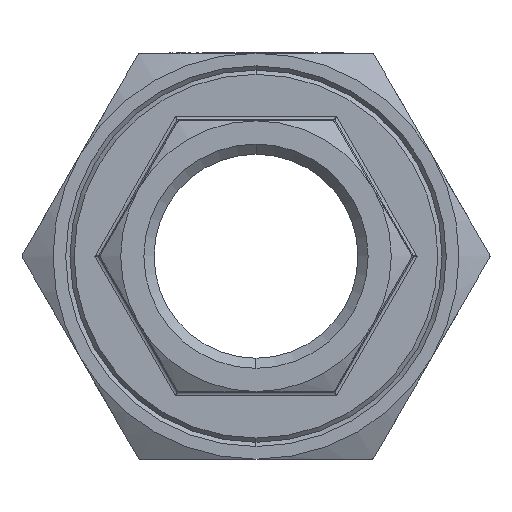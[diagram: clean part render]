
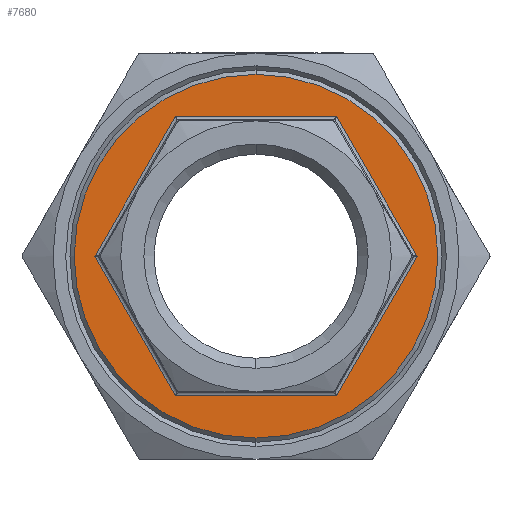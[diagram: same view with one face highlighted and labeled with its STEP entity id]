
A CAD part, left-side view. The second image highlights one B-rep face of the part: STEP entity #7680.
In plain terms, the highlighted planar face has unit normal (-1, 0, 0).
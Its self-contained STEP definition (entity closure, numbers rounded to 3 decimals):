
#490 = VERTEX_POINT ( 'NONE', #13540 ) ;
#737 = LINE ( 'NONE', #7611, #13084 ) ;
#880 = DIRECTION ( 'NONE',  ( -1., 0., 0. ) ) ;
#917 = CARTESIAN_POINT ( 'NONE',  ( -8.75, 16.599, -4.25 ) ) ;
#996 = CARTESIAN_POINT ( 'NONE',  ( -8.75, -11.98, -12.25 ) ) ;
#1081 = VERTEX_POINT ( 'NONE', #11182 ) ;
#1264 = LINE ( 'NONE', #917, #13046 ) ;
#1561 = DIRECTION ( 'NONE',  ( 1., 0., 0. ) ) ;
#1620 = VERTEX_POINT ( 'NONE', #2935 ) ;
#1657 = DIRECTION ( 'NONE',  ( 0., 0., 1. ) ) ;
#1759 = FACE_BOUND ( 'NONE', #11625, .T. ) ;
#2027 = LINE ( 'NONE', #996, #4867 ) ;
#2335 = LINE ( 'NONE', #6131, #9803 ) ;
#2449 = EDGE_CURVE ( 'NONE', #11031, #8592, #2027, .T. ) ;
#2918 = EDGE_CURVE ( 'NONE', #8735, #11031, #737, .T. ) ;
#2935 = CARTESIAN_POINT ( 'NONE',  ( -8.75, 0., -21.5 ) ) ;
#3072 = EDGE_CURVE ( 'NONE', #1620, #1081, #5418, .T. ) ;
#3338 = CARTESIAN_POINT ( 'NONE',  ( -8.75, -9.526, 16.5 ) ) ;
#3774 = EDGE_CURVE ( 'NONE', #490, #14152, #9047, .T. ) ;
#3988 = DIRECTION ( 'NONE',  ( 0., 1., 0. ) ) ;
#4490 = CARTESIAN_POINT ( 'NONE',  ( -8.75, 19.053, 0. ) ) ;
#4867 = VECTOR ( 'NONE', #9430, 1000. ) ;
#5418 = CIRCLE ( 'NONE', #7130, 21.5 ) ;
#5891 = VECTOR ( 'NONE', #11141, 1000. ) ;
#6131 = CARTESIAN_POINT ( 'NONE',  ( -8.75, -4.619, 16.5 ) ) ;
#6480 = DIRECTION ( 'NONE',  ( -1., 0., 0. ) ) ;
#6680 = EDGE_CURVE ( 'NONE', #8592, #15408, #15092, .T. ) ;
#6861 = AXIS2_PLACEMENT_3D ( 'NONE', #8641, #1561, #3988 ) ;
#7130 = AXIS2_PLACEMENT_3D ( 'NONE', #12307, #880, #13846 ) ;
#7566 = DIRECTION ( 'NONE',  ( 0., -1., 0. ) ) ;
#7591 = ORIENTED_EDGE ( 'NONE', *, *, #8421, .T. ) ;
#7611 = CARTESIAN_POINT ( 'NONE',  ( -8.75, 4.619, -16.5 ) ) ;
#7680 = ADVANCED_FACE ( 'NONE', ( #14324, #1759 ), #9640, .F. ) ;
#7913 = CARTESIAN_POINT ( 'NONE',  ( -8.75, -19.053, 0. ) ) ;
#7990 = ORIENTED_EDGE ( 'NONE', *, *, #6680, .F. ) ;
#8254 = CARTESIAN_POINT ( 'NONE',  ( -8.75, -9.526, -16.5 ) ) ;
#8421 = EDGE_CURVE ( 'NONE', #1081, #1620, #9269, .T. ) ;
#8592 = VERTEX_POINT ( 'NONE', #7913 ) ;
#8641 = CARTESIAN_POINT ( 'NONE',  ( -8.75, 0., 0. ) ) ;
#8735 = VERTEX_POINT ( 'NONE', #10561 ) ;
#8743 = VECTOR ( 'NONE', #9208, 1000. ) ;
#8838 = CARTESIAN_POINT ( 'NONE',  ( -8.75, 0., 0. ) ) ;
#8893 = EDGE_CURVE ( 'NONE', #15408, #490, #2335, .T. ) ;
#8909 = ORIENTED_EDGE ( 'NONE', *, *, #2449, .F. ) ;
#9047 = LINE ( 'NONE', #11085, #5891 ) ;
#9208 = DIRECTION ( 'NONE',  ( 0., 0.5, 0.866 ) ) ;
#9254 = ORIENTED_EDGE ( 'NONE', *, *, #3072, .T. ) ;
#9269 = CIRCLE ( 'NONE', #11566, 21.5 ) ;
#9430 = DIRECTION ( 'NONE',  ( 0., -0.5, 0.866 ) ) ;
#9640 = PLANE ( 'NONE',  #6861 ) ;
#9803 = VECTOR ( 'NONE', #10900, 1000. ) ;
#10557 = CARTESIAN_POINT ( 'NONE',  ( -8.75, -16.599, 4.25 ) ) ;
#10561 = CARTESIAN_POINT ( 'NONE',  ( -8.75, 9.526, -16.5 ) ) ;
#10900 = DIRECTION ( 'NONE',  ( 0., 1., 0. ) ) ;
#11031 = VERTEX_POINT ( 'NONE', #8254 ) ;
#11085 = CARTESIAN_POINT ( 'NONE',  ( -8.75, 11.98, 12.25 ) ) ;
#11141 = DIRECTION ( 'NONE',  ( 0., 0.5, -0.866 ) ) ;
#11182 = CARTESIAN_POINT ( 'NONE',  ( -8.75, 0., 21.5 ) ) ;
#11566 = AXIS2_PLACEMENT_3D ( 'NONE', #8838, #6480, #1657 ) ;
#11625 = EDGE_LOOP ( 'NONE', ( #12438, #11737, #12415, #7990, #8909, #15277 ) ) ;
#11737 = ORIENTED_EDGE ( 'NONE', *, *, #3774, .F. ) ;
#12307 = CARTESIAN_POINT ( 'NONE',  ( -8.75, 0., 0. ) ) ;
#12415 = ORIENTED_EDGE ( 'NONE', *, *, #8893, .F. ) ;
#12438 = ORIENTED_EDGE ( 'NONE', *, *, #14124, .F. ) ;
#13046 = VECTOR ( 'NONE', #15139, 1000. ) ;
#13084 = VECTOR ( 'NONE', #7566, 1000. ) ;
#13394 = EDGE_LOOP ( 'NONE', ( #7591, #9254 ) ) ;
#13540 = CARTESIAN_POINT ( 'NONE',  ( -8.75, 9.526, 16.5 ) ) ;
#13846 = DIRECTION ( 'NONE',  ( 0., 0., 1. ) ) ;
#14124 = EDGE_CURVE ( 'NONE', #14152, #8735, #1264, .T. ) ;
#14152 = VERTEX_POINT ( 'NONE', #4490 ) ;
#14324 = FACE_OUTER_BOUND ( 'NONE', #13394, .T. ) ;
#15092 = LINE ( 'NONE', #10557, #8743 ) ;
#15139 = DIRECTION ( 'NONE',  ( 0., -0.5, -0.866 ) ) ;
#15277 = ORIENTED_EDGE ( 'NONE', *, *, #2918, .F. ) ;
#15408 = VERTEX_POINT ( 'NONE', #3338 ) ;
